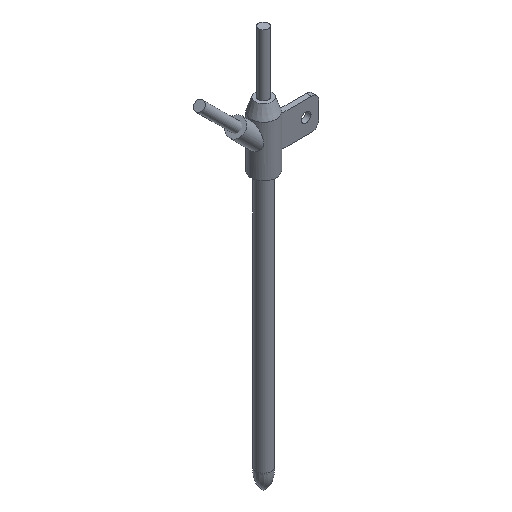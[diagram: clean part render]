
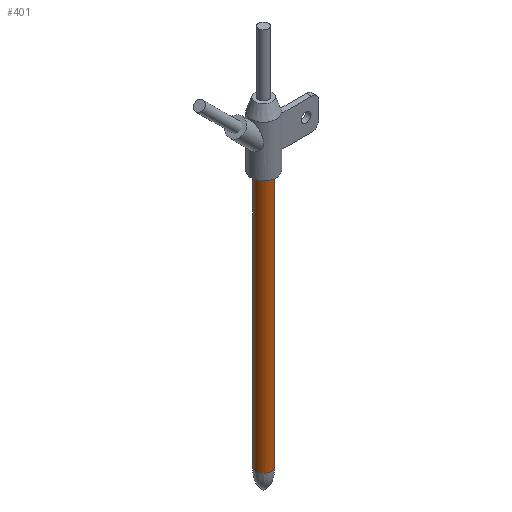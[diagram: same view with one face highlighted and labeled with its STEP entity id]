
A CAD part, isometric view. The second image highlights one B-rep face of the part: STEP entity #401.
In plain terms, the highlighted cylindrical face has radius 2 mm (diameter 4 mm), a full revolution.
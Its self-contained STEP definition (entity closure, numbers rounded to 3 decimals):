
#66=FACE_OUTER_BOUND('',#95,.T.);
#95=EDGE_LOOP('',(#358,#359,#360,#361,#362));
#118=CIRCLE('',#460,2.);
#119=CIRCLE('',#461,2.);
#120=CIRCLE('',#463,2.);
#149=LINE('',#891,#177);
#177=VECTOR('',#576,2.);
#209=VERTEX_POINT('',#870);
#210=VERTEX_POINT('',#886);
#211=VERTEX_POINT('',#890);
#259=EDGE_CURVE('',#209,#210,#118,.T.);
#260=EDGE_CURVE('',#210,#209,#119,.T.);
#261=EDGE_CURVE('',#210,#211,#149,.T.);
#262=EDGE_CURVE('',#211,#211,#120,.T.);
#358=ORIENTED_EDGE('',*,*,#259,.F.);
#359=ORIENTED_EDGE('',*,*,#260,.F.);
#360=ORIENTED_EDGE('',*,*,#261,.T.);
#361=ORIENTED_EDGE('',*,*,#262,.T.);
#362=ORIENTED_EDGE('',*,*,#261,.F.);
#377=CYLINDRICAL_SURFACE('',#462,2.);
#401=ADVANCED_FACE('',(#66),#377,.T.);
#460=AXIS2_PLACEMENT_3D('',#887,#570,#571);
#461=AXIS2_PLACEMENT_3D('',#888,#572,#573);
#462=AXIS2_PLACEMENT_3D('',#889,#574,#575);
#463=AXIS2_PLACEMENT_3D('',#892,#577,#578);
#570=DIRECTION('center_axis',(0.,0.,-1.));
#571=DIRECTION('ref_axis',(1.,0.,0.));
#572=DIRECTION('center_axis',(0.,0.,-1.));
#573=DIRECTION('ref_axis',(1.,0.,0.));
#574=DIRECTION('center_axis',(0.,0.,-1.));
#575=DIRECTION('ref_axis',(1.,0.,0.));
#576=DIRECTION('',(0.,0.,1.));
#577=DIRECTION('center_axis',(0.,0.,-1.));
#578=DIRECTION('ref_axis',(1.,0.,0.));
#870=CARTESIAN_POINT('',(2.,0.,-65.7));
#886=CARTESIAN_POINT('',(-2.,0.,-65.7));
#887=CARTESIAN_POINT('Origin',(0.,0.,-65.7));
#888=CARTESIAN_POINT('Origin',(0.,0.,-65.7));
#889=CARTESIAN_POINT('Origin',(0.,0.,0.));
#890=CARTESIAN_POINT('',(-2.,0.,0.));
#891=CARTESIAN_POINT('',(-2.,0.,0.));
#892=CARTESIAN_POINT('Origin',(0.,0.,0.));
